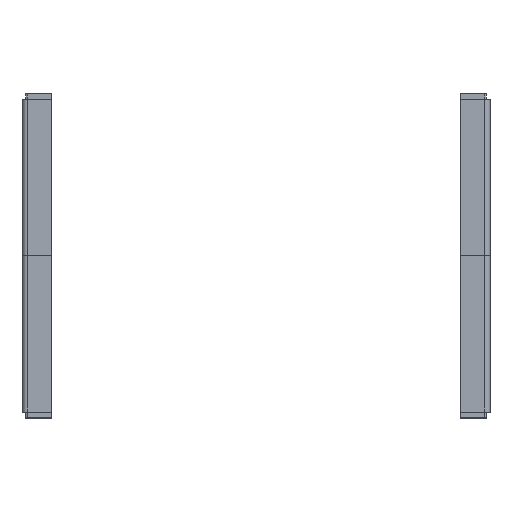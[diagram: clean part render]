
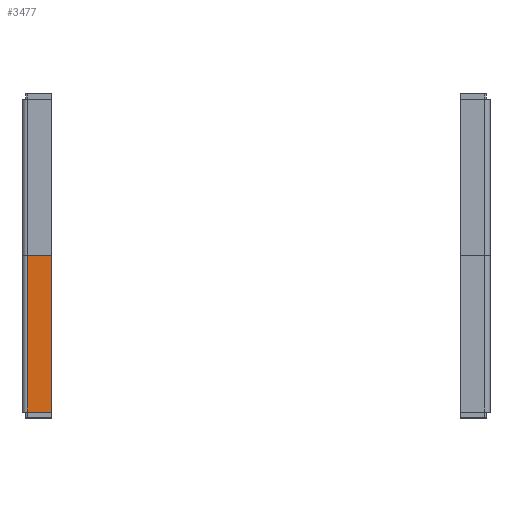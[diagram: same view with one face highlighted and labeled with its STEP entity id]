
A CAD part, top view. The second image highlights one B-rep face of the part: STEP entity #3477.
In plain terms, the highlighted planar face has unit normal (0, 0, 1).
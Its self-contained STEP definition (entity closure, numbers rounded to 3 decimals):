
#440 = DIRECTION ( 'NONE',  ( 0., 1., 0. ) ) ;
#778 = EDGE_CURVE ( 'NONE', #1114, #2449, #5592, .T. ) ;
#834 = CARTESIAN_POINT ( 'NONE',  ( -217.5, 0., 232.5 ) ) ;
#1114 = VERTEX_POINT ( 'NONE', #6330 ) ;
#1172 = DIRECTION ( 'NONE',  ( 0., 0., 1. ) ) ;
#1178 = EDGE_CURVE ( 'NONE', #1114, #4589, #2182, .T. ) ;
#1306 = AXIS2_PLACEMENT_3D ( 'NONE', #5606, #1172, #3150 ) ;
#1376 = EDGE_CURVE ( 'NONE', #4589, #3199, #1443, .T. ) ;
#1443 = LINE ( 'NONE', #4352, #6324 ) ;
#1446 = ORIENTED_EDGE ( 'NONE', *, *, #1376, .T. ) ;
#1660 = PLANE ( 'NONE',  #1306 ) ;
#2182 = LINE ( 'NONE', #6048, #6305 ) ;
#2303 = VECTOR ( 'NONE', #4569, 1000. ) ;
#2449 = VERTEX_POINT ( 'NONE', #834 ) ;
#2853 = CARTESIAN_POINT ( 'NONE',  ( -217.5, 0., 232.5 ) ) ;
#3150 = DIRECTION ( 'NONE',  ( -1., 0., 0. ) ) ;
#3199 = VERTEX_POINT ( 'NONE', #3480 ) ;
#3477 = ADVANCED_FACE ( 'NONE', ( #6079 ), #1660, .T. ) ;
#3480 = CARTESIAN_POINT ( 'NONE',  ( -194.5, 0., 232.5 ) ) ;
#3559 = EDGE_CURVE ( 'NONE', #3199, #2449, #6225, .T. ) ;
#3645 = CARTESIAN_POINT ( 'NONE',  ( -217.5, -153.75, 232.5 ) ) ;
#3971 = CARTESIAN_POINT ( 'NONE',  ( -194.5, -148.75, 232.5 ) ) ;
#4140 = DIRECTION ( 'NONE',  ( 1., 0., 0. ) ) ;
#4352 = CARTESIAN_POINT ( 'NONE',  ( -194.5, -153.75, 232.5 ) ) ;
#4569 = DIRECTION ( 'NONE',  ( 0., 1., 0. ) ) ;
#4589 = VERTEX_POINT ( 'NONE', #3971 ) ;
#4720 = DIRECTION ( 'NONE',  ( -1., 0., 0. ) ) ;
#4804 = VECTOR ( 'NONE', #4720, 1000. ) ;
#5018 = ORIENTED_EDGE ( 'NONE', *, *, #778, .F. ) ;
#5553 = ORIENTED_EDGE ( 'NONE', *, *, #1178, .T. ) ;
#5592 = LINE ( 'NONE', #3645, #2303 ) ;
#5606 = CARTESIAN_POINT ( 'NONE',  ( -217.5, -153.75, 232.5 ) ) ;
#5645 = ORIENTED_EDGE ( 'NONE', *, *, #3559, .T. ) ;
#6048 = CARTESIAN_POINT ( 'NONE',  ( -222.5, -148.75, 232.5 ) ) ;
#6079 = FACE_OUTER_BOUND ( 'NONE', #6200, .T. ) ;
#6200 = EDGE_LOOP ( 'NONE', ( #5553, #1446, #5645, #5018 ) ) ;
#6225 = LINE ( 'NONE', #2853, #4804 ) ;
#6305 = VECTOR ( 'NONE', #4140, 1000. ) ;
#6324 = VECTOR ( 'NONE', #440, 1000. ) ;
#6330 = CARTESIAN_POINT ( 'NONE',  ( -217.5, -148.75, 232.5 ) ) ;
